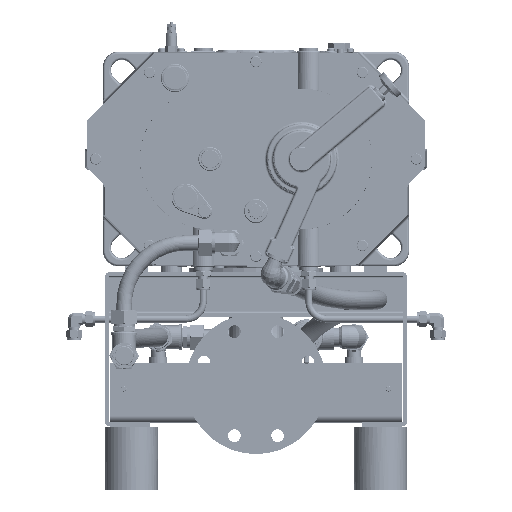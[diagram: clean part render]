
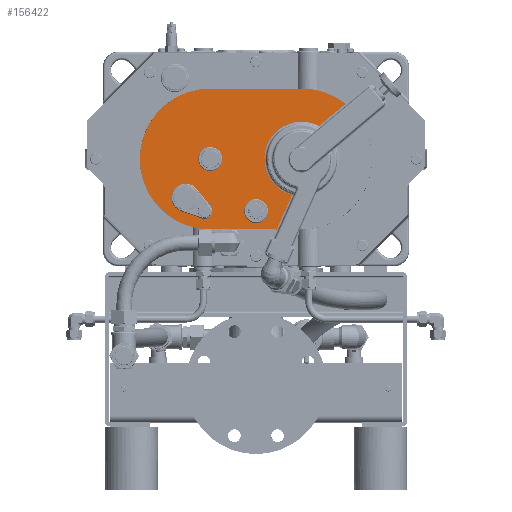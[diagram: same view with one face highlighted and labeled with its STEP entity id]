
A CAD part, front view. The second image highlights one B-rep face of the part: STEP entity #156422.
In plain terms, the highlighted planar face has unit normal (0, -1, 0).
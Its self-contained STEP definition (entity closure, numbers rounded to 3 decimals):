
#10718=LINE('',#246992,#22426);
#10721=LINE('',#246999,#22429);
#10739=LINE('',#247071,#22447);
#10783=LINE('',#247375,#22491);
#10790=LINE('',#247397,#22498);
#10791=LINE('',#247402,#22499);
#22426=VECTOR('',#188400,1.);
#22429=VECTOR('',#188409,1.);
#22447=VECTOR('',#188475,1.);
#22491=VECTOR('',#188659,1.);
#22498=VECTOR('',#188676,1.);
#22499=VECTOR('',#188681,1.);
#34790=FACE_BOUND('',#50901,.T.);
#34791=FACE_BOUND('',#50902,.T.);
#34792=FACE_BOUND('',#50903,.T.);
#36170=PLANE('',#167532);
#41219=FACE_OUTER_BOUND('',#50900,.T.);
#50900=EDGE_LOOP('',(#114178,#114179,#114180,#114181,#114182,#114183,#114184,
#114185));
#50901=EDGE_LOOP('',(#114186,#114187));
#50902=EDGE_LOOP('',(#114188,#114189,#114190,#114191));
#50903=EDGE_LOOP('',(#114192,#114193));
#60842=CIRCLE('',#167424,53.);
#60843=CIRCLE('',#167426,17.);
#60844=CIRCLE('',#167427,17.);
#60845=CIRCLE('',#167429,11.);
#60846=CIRCLE('',#167432,20.);
#60847=CIRCLE('',#167435,17.);
#60848=CIRCLE('',#167436,17.);
#60888=CIRCLE('',#167533,3.);
#60889=CIRCLE('',#167534,100.);
#60890=CIRCLE('',#167535,100.);
#68518=VERTEX_POINT('',#246065);
#68607=VERTEX_POINT('',#246967);
#68610=VERTEX_POINT('',#246979);
#68611=VERTEX_POINT('',#246981);
#68612=VERTEX_POINT('',#246985);
#68613=VERTEX_POINT('',#246987);
#68614=VERTEX_POINT('',#246991);
#68615=VERTEX_POINT('',#246995);
#68616=VERTEX_POINT('',#247001);
#68617=VERTEX_POINT('',#247003);
#68644=VERTEX_POINT('',#247067);
#68699=VERTEX_POINT('',#247370);
#68708=VERTEX_POINT('',#247395);
#68709=VERTEX_POINT('',#247396);
#68710=VERTEX_POINT('',#247399);
#68711=VERTEX_POINT('',#247401);
#85572=EDGE_CURVE('',#68518,#68607,#60842,.T.);
#85574=EDGE_CURVE('',#68611,#68610,#60843,.T.);
#85575=EDGE_CURVE('',#68610,#68611,#60844,.T.);
#85577=EDGE_CURVE('',#68613,#68612,#60845,.T.);
#85579=EDGE_CURVE('',#68614,#68613,#10718,.T.);
#85581=EDGE_CURVE('',#68615,#68614,#60846,.T.);
#85583=EDGE_CURVE('',#68612,#68615,#10721,.T.);
#85585=EDGE_CURVE('',#68616,#68617,#60847,.T.);
#85586=EDGE_CURVE('',#68617,#68616,#60848,.T.);
#85615=EDGE_CURVE('',#68644,#68518,#10739,.T.);
#85705=EDGE_CURVE('',#68607,#68699,#10783,.T.);
#85714=EDGE_CURVE('',#68708,#68709,#10790,.T.);
#85715=EDGE_CURVE('',#68709,#68644,#60888,.T.);
#85716=EDGE_CURVE('',#68699,#68710,#60889,.T.);
#85717=EDGE_CURVE('',#68710,#68711,#10791,.T.);
#85718=EDGE_CURVE('',#68711,#68708,#60890,.T.);
#114178=ORIENTED_EDGE('',*,*,#85714,.T.);
#114179=ORIENTED_EDGE('',*,*,#85715,.T.);
#114180=ORIENTED_EDGE('',*,*,#85615,.T.);
#114181=ORIENTED_EDGE('',*,*,#85572,.T.);
#114182=ORIENTED_EDGE('',*,*,#85705,.T.);
#114183=ORIENTED_EDGE('',*,*,#85716,.T.);
#114184=ORIENTED_EDGE('',*,*,#85717,.T.);
#114185=ORIENTED_EDGE('',*,*,#85718,.T.);
#114186=ORIENTED_EDGE('',*,*,#85586,.F.);
#114187=ORIENTED_EDGE('',*,*,#85585,.F.);
#114188=ORIENTED_EDGE('',*,*,#85583,.T.);
#114189=ORIENTED_EDGE('',*,*,#85581,.T.);
#114190=ORIENTED_EDGE('',*,*,#85579,.T.);
#114191=ORIENTED_EDGE('',*,*,#85577,.T.);
#114192=ORIENTED_EDGE('',*,*,#85574,.T.);
#114193=ORIENTED_EDGE('',*,*,#85575,.T.);
#156422=ADVANCED_FACE('',(#41219,#34790,#34791,#34792),#36170,.T.);
#167424=AXIS2_PLACEMENT_3D('',#246977,#188383,#188384);
#167426=AXIS2_PLACEMENT_3D('',#246982,#188388,#188389);
#167427=AXIS2_PLACEMENT_3D('',#246983,#188390,#188391);
#167429=AXIS2_PLACEMENT_3D('',#246988,#188395,#188396);
#167432=AXIS2_PLACEMENT_3D('',#246996,#188404,#188405);
#167435=AXIS2_PLACEMENT_3D('',#247004,#188413,#188414);
#167436=AXIS2_PLACEMENT_3D('',#247005,#188415,#188416);
#167532=AXIS2_PLACEMENT_3D('',#247394,#188674,#188675);
#167533=AXIS2_PLACEMENT_3D('',#247398,#188677,#188678);
#167534=AXIS2_PLACEMENT_3D('',#247400,#188679,#188680);
#167535=AXIS2_PLACEMENT_3D('',#247403,#188682,#188683);
#188383=DIRECTION('center_axis',(0.,1.,0.));
#188384=DIRECTION('ref_axis',(-1.,0.,0.));
#188388=DIRECTION('center_axis',(0.,1.,0.));
#188389=DIRECTION('ref_axis',(-1.,0.,0.));
#188390=DIRECTION('center_axis',(0.,1.,0.));
#188391=DIRECTION('ref_axis',(-1.,0.,0.));
#188395=DIRECTION('center_axis',(0.,1.,0.));
#188396=DIRECTION('ref_axis',(0.777,0.,0.63));
#188400=DIRECTION('',(0.63,0.,-0.777));
#188404=DIRECTION('center_axis',(0.,1.,0.));
#188405=DIRECTION('ref_axis',(-0.331,0.,-0.944));
#188409=DIRECTION('',(-0.944,0.,0.331));
#188413=DIRECTION('center_axis',(0.,-1.,0.));
#188414=DIRECTION('ref_axis',(-1.,0.,0.));
#188415=DIRECTION('center_axis',(0.,-1.,0.));
#188416=DIRECTION('ref_axis',(-1.,0.,0.));
#188475=DIRECTION('',(0.407,0.,0.914));
#188659=DIRECTION('',(0.766,0.,0.643));
#188674=DIRECTION('center_axis',(0.,-1.,0.));
#188675=DIRECTION('ref_axis',(-1.,0.,0.));
#188676=DIRECTION('',(1.,0.,0.));
#188677=DIRECTION('center_axis',(0.,1.,0.));
#188678=DIRECTION('ref_axis',(-1.,0.,0.));
#188679=DIRECTION('center_axis',(0.,-1.,0.));
#188680=DIRECTION('ref_axis',(0.646,0.,0.764));
#188681=DIRECTION('',(-1.,0.,0.));
#188682=DIRECTION('center_axis',(0.,-1.,0.));
#188683=DIRECTION('ref_axis',(0.,0.,
1.));
#246065=CARTESIAN_POINT('',(51.202,-120.5,-51.173));
#246967=CARTESIAN_POINT('',(89.743,-120.5,46.87));
#246977=CARTESIAN_POINT('Origin',(65.,-120.5,0.));
#246979=CARTESIAN_POINT('',(-48.,-120.5,0.));
#246981=CARTESIAN_POINT('',(-82.,-120.5,0.));
#246982=CARTESIAN_POINT('Origin',(-65.,-120.5,0.));
#246983=CARTESIAN_POINT('Origin',(-65.,-120.5,0.));
#246985=CARTESIAN_POINT('',(-76.638,-120.5,-84.381));
#246987=CARTESIAN_POINT('',(-64.457,-120.5,-67.071));
#246988=CARTESIAN_POINT('Origin',(-73.,-120.5,-74.));
#246991=CARTESIAN_POINT('',(-84.467,-120.5,-42.401));
#246992=CARTESIAN_POINT('',(-84.467,-120.5,-42.401));
#246995=CARTESIAN_POINT('',(-106.615,-120.5,-73.874));
#246996=CARTESIAN_POINT('Origin',(-100.,-120.5,-55.));
#246999=CARTESIAN_POINT('',(-76.638,-120.5,-84.381));
#247001=CARTESIAN_POINT('',(17.,-120.5,-74.));
#247003=CARTESIAN_POINT('',(-17.,-120.5,-74.));
#247004=CARTESIAN_POINT('Origin',(0.,-120.5,
-74.));
#247005=CARTESIAN_POINT('Origin',(0.,-120.5,
-74.));
#247067=CARTESIAN_POINT('',(29.347,-120.5,-100.259));
#247071=CARTESIAN_POINT('',(52.68,-120.5,-47.854));
#247370=CARTESIAN_POINT('',(127.201,-120.5,78.301));
#247375=CARTESIAN_POINT('',(127.634,-120.5,78.664));
#247394=CARTESIAN_POINT('Origin',(173.35,-120.5,110.1));
#247395=CARTESIAN_POINT('',(-65.,-120.5,-100.));
#247396=CARTESIAN_POINT('',(28.127,-120.5,-100.));
#247397=CARTESIAN_POINT('',(-65.,-120.5,-100.));
#247398=CARTESIAN_POINT('Origin',(28.127,-120.5,-103.));
#247399=CARTESIAN_POINT('',(65.,-120.5,100.));
#247400=CARTESIAN_POINT('Origin',(65.,-120.5,0.));
#247401=CARTESIAN_POINT('',(-65.,-120.5,100.));
#247402=CARTESIAN_POINT('',(65.,-120.5,100.));
#247403=CARTESIAN_POINT('Origin',(-65.,-120.5,0.));
